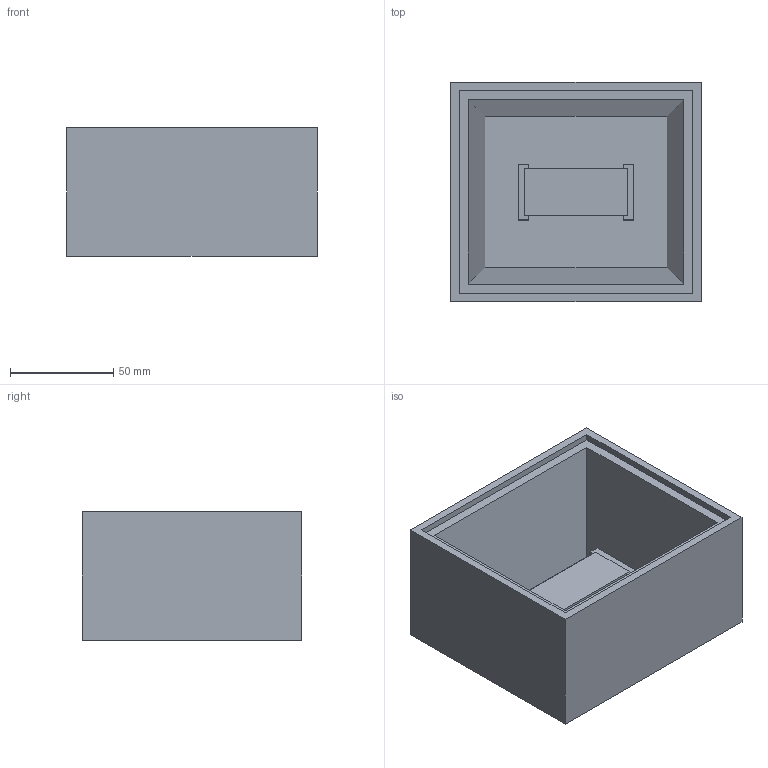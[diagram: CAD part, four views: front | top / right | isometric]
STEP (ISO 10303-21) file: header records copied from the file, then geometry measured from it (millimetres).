
FILE_DESCRIPTION(/* description */ (''),/* implementation_level */ '2;1');
FILE_NAME(/* name */ 'Light Box.step',/* time_stamp */ '2022-08-15T09:04:41-04:00',/* author */ (''),/* organization */ (''),/* preprocessor_version */ 'ST-DEVELOPER v19',/* originating_system */ 'Autodesk Translation Framework v11.7.0.108',/* authorisation */ '');
FILE_SCHEMA (('AUTOMOTIVE_DESIGN { 1 0 10303 214 3 1 1 }'));
Length unit declared in the file: millimetre
Products named in the file (5): Light Box; Box; LED Assembly; LED; LED Sink
Assembly tree (5 placements, depth 3):
  Light Box
    Box
    LED Assembly
      LED  x2
      LED Sink
Bounding box: 121 x 106 x 62 mm (x, y, z)
Volume: 326896.7 mm3; surface area: 80094.1 mm2
Topology: 4 solids, 4 shells, 46 faces, 102 edges, 68 vertices
Faces by surface type: plane 44, cylinder 2
Full cylindrical faces by diameter (mm): 20 x2
Entity records: 1354 total; most frequent: CARTESIAN_POINT 218, DIRECTION 207, ORIENTED_EDGE 198, EDGE_CURVE 99, LINE 97, VECTOR 97, VERTEX_POINT 66, AXIS2_PLACEMENT_3D 55
